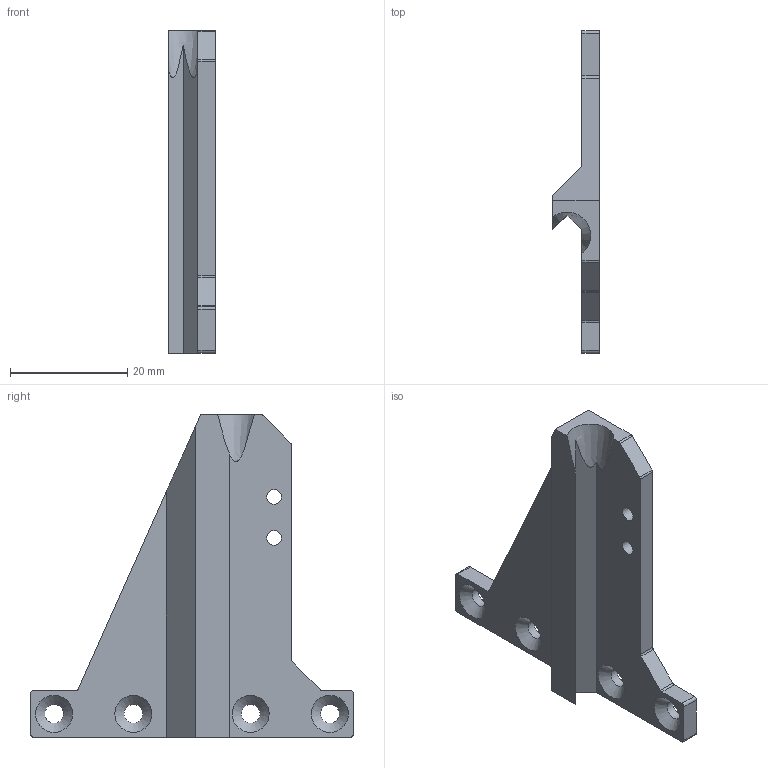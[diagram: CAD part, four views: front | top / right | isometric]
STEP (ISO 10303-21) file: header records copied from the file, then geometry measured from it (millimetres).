
FILE_DESCRIPTION(/* description */ (''),/* implementation_level */ '2;1');
FILE_NAME(/* name */ 'Hemera_Parking_Wing_Right.step',/* time_stamp */ '2020-08-05T22:59:17+01:00',/* author */ (''),/* organization */ (''),/* preprocessor_version */ 'ST-DEVELOPER v18.1',/* originating_system */ 'Autodesk Translation Framework v9.3.0.1241',/* authorisation */ '');
FILE_SCHEMA (('AUTOMOTIVE_DESIGN { 1 0 10303 214 3 1 1 }'));
Length unit declared in the file: millimetre
Products named in the file (1): Hemera_Parking_Wing_Right
Bounding box: 8 x 55 x 55 mm (x, y, z)
Volume: 6621.3 mm3; surface area: 4538.7 mm2
Topology: 1 solids, 1 shells, 37 faces, 101 edges, 66 vertices
Faces by surface type: plane 17, cylinder 15, cone 5
Full cylindrical faces by diameter (mm): 2.5 x2, 3.2 x4
Entity records: 1238 total; most frequent: CARTESIAN_POINT 213, DIRECTION 208, ORIENTED_EDGE 202, EDGE_CURVE 101, AXIS2_PLACEMENT_3D 73, VERTEX_POINT 66, LINE 62, VECTOR 62
